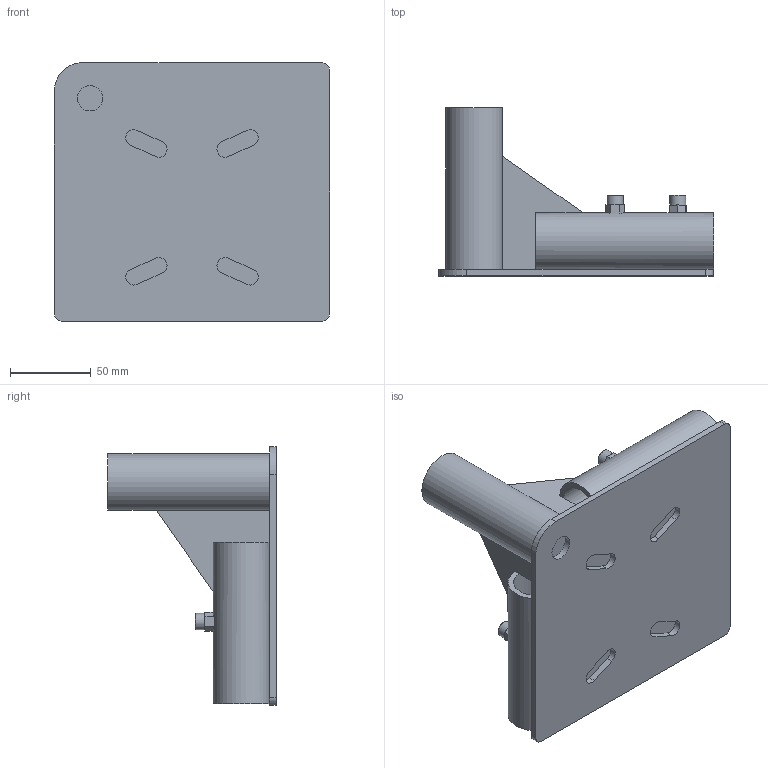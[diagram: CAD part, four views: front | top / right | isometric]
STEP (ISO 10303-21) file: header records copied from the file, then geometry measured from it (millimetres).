
FILE_DESCRIPTION((''),'2;1');
FILE_NAME('86309.stp','2017-11-22T10:20:49',('Envy'),(''),'Autodesk Inventor 2013','Autodesk Inventor 2013','');
FILE_SCHEMA(('AUTOMOTIVE_DESIGN { 1 0 10303 214 1 1 1 1 }'));
Length unit declared in the file: millimetre
Products named in the file (1): 86309
Bounding box: 170 x 104 x 160 mm (x, y, z)
Volume: 75547.9 mm3; surface area: 127469.6 mm2
Topology: 5 solids, 7 shells, 215 faces, 493 edges, 298 vertices
Faces by surface type: plane 174, cylinder 33, cone 8
Full cylindrical faces by diameter (mm): 5.9 x4, 6 x4, 10 x4, 15.6 x1, 28 x4, 35 x4
Entity records: 5931 total; most frequent: CARTESIAN_POINT 1103, DIRECTION 1011, ORIENTED_EDGE 934, EDGE_CURVE 467, AXIS2_PLACEMENT_3D 341, VECTOR 329, LINE 329, VERTEX_POINT 291
